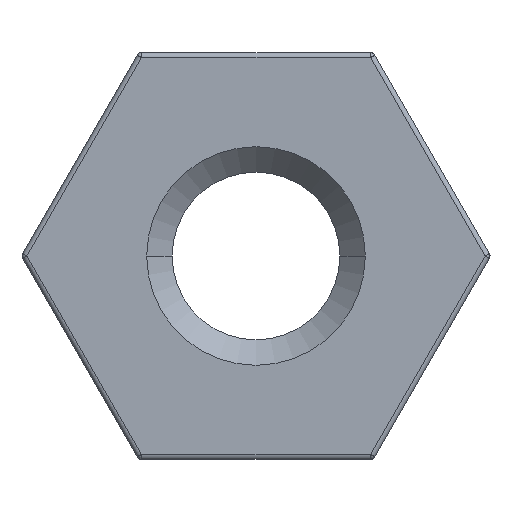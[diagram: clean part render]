
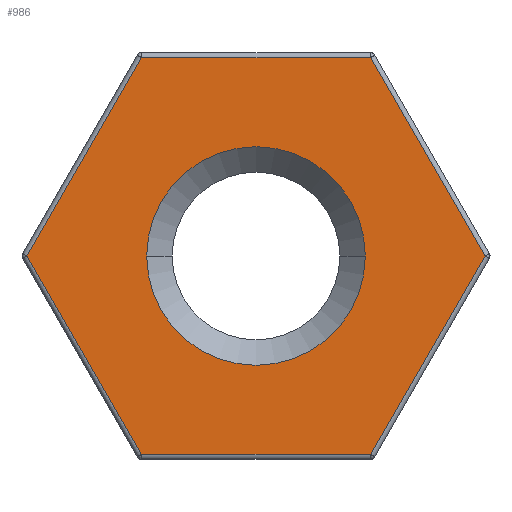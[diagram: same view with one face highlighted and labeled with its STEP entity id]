
A CAD part, left-side view. The second image highlights one B-rep face of the part: STEP entity #986.
In plain terms, the highlighted planar face has unit normal (-1, 0, 0).
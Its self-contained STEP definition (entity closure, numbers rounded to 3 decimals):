
#28 = DIRECTION ( 'NONE',  ( 0., -1., 0. ) ) ;
#36 = CARTESIAN_POINT ( 'NONE',  ( 0., -3.377, -1.95 ) ) ;
#39 = DIRECTION ( 'NONE',  ( 0., -0.5, 0.866 ) ) ;
#58 = AXIS2_PLACEMENT_3D ( 'NONE', #607, #602, #598 ) ;
#59 = EDGE_LOOP ( 'NONE', ( #697, #538 ) ) ;
#102 = CARTESIAN_POINT ( 'NONE',  ( 0., -2.15, 0. ) ) ;
#112 = EDGE_CURVE ( 'NONE', #370, #301, #492, .T. ) ;
#125 = ORIENTED_EDGE ( 'NONE', *, *, #328, .T. ) ;
#133 = FACE_OUTER_BOUND ( 'NONE', #984, .T. ) ;
#171 = EDGE_CURVE ( 'NONE', #278, #409, #520, .T. ) ;
#191 = VERTEX_POINT ( 'NONE', #215 ) ;
#198 = CARTESIAN_POINT ( 'NONE',  ( 0., 0., 0. ) ) ;
#215 = CARTESIAN_POINT ( 'NONE',  ( 0., 4.503, 0. ) ) ;
#225 = VECTOR ( 'NONE', #747, 1000. ) ;
#234 = CARTESIAN_POINT ( 'NONE',  ( 0., -4.503, 0. ) ) ;
#237 = EDGE_CURVE ( 'NONE', #301, #370, #1022, .T. ) ;
#243 = EDGE_CURVE ( 'NONE', #191, #958, #1147, .T. ) ;
#255 = EDGE_CURVE ( 'NONE', #871, #278, #1113, .T. ) ;
#278 = VERTEX_POINT ( 'NONE', #234 ) ;
#295 = EDGE_CURVE ( 'NONE', #425, #191, #1194, .T. ) ;
#301 = VERTEX_POINT ( 'NONE', #725 ) ;
#311 = CARTESIAN_POINT ( 'NONE',  ( 0., -2.252, 3.9 ) ) ;
#313 = EDGE_CURVE ( 'NONE', #409, #425, #836, .T. ) ;
#328 = EDGE_CURVE ( 'NONE', #958, #871, #591, .T. ) ;
#370 = VERTEX_POINT ( 'NONE', #102 ) ;
#398 = FACE_BOUND ( 'NONE', #59, .T. ) ;
#409 = VERTEX_POINT ( 'NONE', #311 ) ;
#424 = DIRECTION ( 'NONE',  ( 1., 0., 0. ) ) ;
#425 = VERTEX_POINT ( 'NONE', #1204 ) ;
#457 = DIRECTION ( 'NONE',  ( 1., 0., 0. ) ) ;
#472 = DIRECTION ( 'NONE',  ( 0., 1., 0. ) ) ;
#478 = DIRECTION ( 'NONE',  ( 0., -0.5, -0.866 ) ) ;
#491 = CARTESIAN_POINT ( 'NONE',  ( 0., 0., 3.9 ) ) ;
#492 = CIRCLE ( 'NONE', #58, 2.15 ) ;
#496 = CARTESIAN_POINT ( 'NONE',  ( 0., 0., 0. ) ) ;
#520 = LINE ( 'NONE', #559, #1254 ) ;
#524 = ORIENTED_EDGE ( 'NONE', *, *, #171, .T. ) ;
#528 = ORIENTED_EDGE ( 'NONE', *, *, #295, .T. ) ;
#529 = ORIENTED_EDGE ( 'NONE', *, *, #243, .T. ) ;
#533 = ORIENTED_EDGE ( 'NONE', *, *, #313, .T. ) ;
#538 = ORIENTED_EDGE ( 'NONE', *, *, #112, .T. ) ;
#559 = CARTESIAN_POINT ( 'NONE',  ( 0., -3.377, 1.95 ) ) ;
#560 = ORIENTED_EDGE ( 'NONE', *, *, #255, .T. ) ;
#591 = LINE ( 'NONE', #687, #1119 ) ;
#598 = DIRECTION ( 'NONE',  ( 0., 1., 0. ) ) ;
#601 = CARTESIAN_POINT ( 'NONE',  ( 0., 3.377, -1.95 ) ) ;
#602 = DIRECTION ( 'NONE',  ( 1., 0., 0. ) ) ;
#607 = CARTESIAN_POINT ( 'NONE',  ( 0., 0., 0. ) ) ;
#660 = CARTESIAN_POINT ( 'NONE',  ( 0., 2.252, -3.9 ) ) ;
#662 = CARTESIAN_POINT ( 'NONE',  ( 0., 3.377, 1.95 ) ) ;
#687 = CARTESIAN_POINT ( 'NONE',  ( 0., 0., -3.9 ) ) ;
#697 = ORIENTED_EDGE ( 'NONE', *, *, #237, .T. ) ;
#710 = AXIS2_PLACEMENT_3D ( 'NONE', #198, #424, #1026 ) ;
#725 = CARTESIAN_POINT ( 'NONE',  ( 0., 2.15, 0. ) ) ;
#727 = DIRECTION ( 'NONE',  ( 0., 1., 0. ) ) ;
#747 = DIRECTION ( 'NONE',  ( 0., 0.5, -0.866 ) ) ;
#755 = VECTOR ( 'NONE', #39, 1000. ) ;
#799 = VECTOR ( 'NONE', #478, 1000. ) ;
#836 = LINE ( 'NONE', #491, #1158 ) ;
#869 = DIRECTION ( 'NONE',  ( 0., 0.5, 0.866 ) ) ;
#871 = VERTEX_POINT ( 'NONE', #875 ) ;
#875 = CARTESIAN_POINT ( 'NONE',  ( 0., -2.252, -3.9 ) ) ;
#958 = VERTEX_POINT ( 'NONE', #660 ) ;
#984 = EDGE_LOOP ( 'NONE', ( #524, #533, #528, #529, #125, #560 ) ) ;
#986 = ADVANCED_FACE ( 'NONE', ( #133, #398 ), #1252, .F. ) ;
#1022 = CIRCLE ( 'NONE', #1052, 2.15 ) ;
#1026 = DIRECTION ( 'NONE',  ( 0., 1., 0. ) ) ;
#1052 = AXIS2_PLACEMENT_3D ( 'NONE', #496, #457, #472 ) ;
#1113 = LINE ( 'NONE', #36, #755 ) ;
#1119 = VECTOR ( 'NONE', #28, 1000. ) ;
#1147 = LINE ( 'NONE', #601, #799 ) ;
#1158 = VECTOR ( 'NONE', #727, 1000. ) ;
#1194 = LINE ( 'NONE', #662, #225 ) ;
#1204 = CARTESIAN_POINT ( 'NONE',  ( 0., 2.252, 3.9 ) ) ;
#1252 = PLANE ( 'NONE',  #710 ) ;
#1254 = VECTOR ( 'NONE', #869, 1000. ) ;
